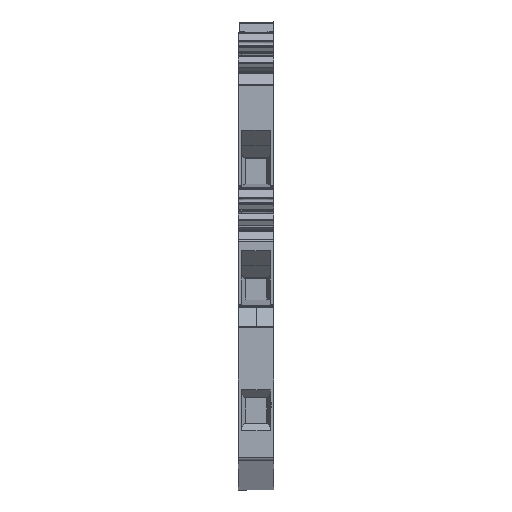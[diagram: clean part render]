
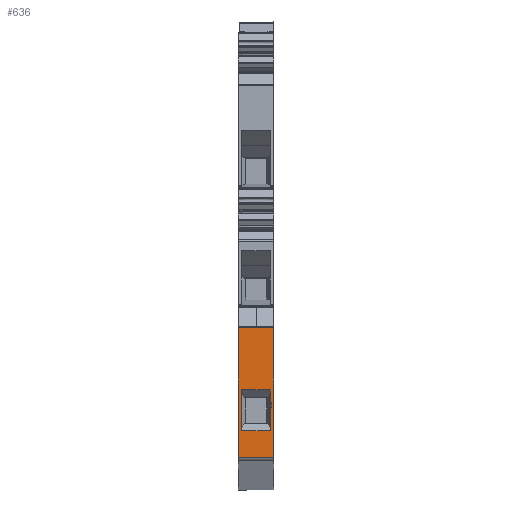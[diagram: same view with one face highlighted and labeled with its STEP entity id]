
A CAD part, front view. The second image highlights one B-rep face of the part: STEP entity #636.
In plain terms, the highlighted planar face has unit normal (0, -1, 0).
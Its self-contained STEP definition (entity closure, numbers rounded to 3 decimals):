
#483=AXIS2_PLACEMENT_3D('Plane Axis2P3D',#480,#481,#482) ;
#554=AXIS2_PLACEMENT_3D('Circle Axis2P3D',#552,#553,$) ;
#602=AXIS2_PLACEMENT_3D('Circle Axis2P3D',#600,#601,$) ;
#454=CARTESIAN_POINT('Line Origine',(2.55,0.,23.348)) ;
#458=CARTESIAN_POINT('Vertex',(0.05,0.,23.348)) ;
#460=CARTESIAN_POINT('Vertex',(5.1,0.,23.348)) ;
#480=CARTESIAN_POINT('Axis2P3D Location',(0.,0.,23.348)) ;
#485=CARTESIAN_POINT('Line Origine',(2.575,0.,4.724)) ;
#489=CARTESIAN_POINT('Vertex',(0.05,0.,4.724)) ;
#491=CARTESIAN_POINT('Vertex',(5.1,0.,4.724)) ;
#494=CARTESIAN_POINT('Line Origine',(5.1,0.,14.036)) ;
#499=CARTESIAN_POINT('Line Origine',(0.025,0.,23.348)) ;
#503=CARTESIAN_POINT('Vertex',(0.,0.,23.348)) ;
#506=CARTESIAN_POINT('Line Origine',(0.,0.,14.036)) ;
#510=CARTESIAN_POINT('Vertex',(0.,0.,4.724)) ;
#513=CARTESIAN_POINT('Line Origine',(0.025,0.,4.724)) ;
#526=CARTESIAN_POINT('Line Origine',(2.55,0.,8.518)) ;
#530=CARTESIAN_POINT('Vertex',(4.6,0.,8.518)) ;
#532=CARTESIAN_POINT('Vertex',(0.5,0.,8.518)) ;
#535=CARTESIAN_POINT('Line Origine',(0.5,0.,10.106)) ;
#539=CARTESIAN_POINT('Vertex',(0.5,0.,11.695)) ;
#543=CARTESIAN_POINT('Control Point',(0.488,0.,11.815)) ;
#544=CARTESIAN_POINT('Control Point',(0.493,0.,11.791)) ;
#545=CARTESIAN_POINT('Control Point',(0.496,0.,11.767)) ;
#546=CARTESIAN_POINT('Control Point',(0.499,0.,11.743)) ;
#547=CARTESIAN_POINT('Control Point',(0.5,0.,11.719)) ;
#548=CARTESIAN_POINT('Control Point',(0.5,0.,11.695)) ;
#549=CARTESIAN_POINT('Vertex',(0.488,0.,11.815)) ;
#552=CARTESIAN_POINT('Axis2P3D Location',(2.6,0.,12.248)) ;
#556=CARTESIAN_POINT('Vertex',(0.488,0.,12.68)) ;
#560=CARTESIAN_POINT('Control Point',(0.5,0.,12.8)) ;
#561=CARTESIAN_POINT('Control Point',(0.5,0.,12.776)) ;
#562=CARTESIAN_POINT('Control Point',(0.499,0.,12.752)) ;
#563=CARTESIAN_POINT('Control Point',(0.496,0.,12.728)) ;
#564=CARTESIAN_POINT('Control Point',(0.493,0.,12.704)) ;
#565=CARTESIAN_POINT('Control Point',(0.488,0.,12.68)) ;
#566=CARTESIAN_POINT('Vertex',(0.5,0.,12.8)) ;
#569=CARTESIAN_POINT('Line Origine',(0.5,0.,13.601)) ;
#573=CARTESIAN_POINT('Vertex',(0.5,0.,14.402)) ;
#576=CARTESIAN_POINT('Line Origine',(2.55,0.,14.402)) ;
#580=CARTESIAN_POINT('Vertex',(4.6,0.,14.402)) ;
#583=CARTESIAN_POINT('Line Origine',(4.6,0.,13.772)) ;
#587=CARTESIAN_POINT('Vertex',(4.6,0.,13.142)) ;
#591=CARTESIAN_POINT('Control Point',(4.633,0.,12.947)) ;
#592=CARTESIAN_POINT('Control Point',(4.62,0.,12.984)) ;
#593=CARTESIAN_POINT('Control Point',(4.61,0.,13.023)) ;
#594=CARTESIAN_POINT('Control Point',(4.603,0.,13.063)) ;
#595=CARTESIAN_POINT('Control Point',(4.6,0.,13.102)) ;
#596=CARTESIAN_POINT('Control Point',(4.6,0.,13.142)) ;
#597=CARTESIAN_POINT('Vertex',(4.633,0.,12.947)) ;
#600=CARTESIAN_POINT('Axis2P3D Location',(2.6,0.,12.248)) ;
#604=CARTESIAN_POINT('Vertex',(4.633,0.,11.548)) ;
#608=CARTESIAN_POINT('Control Point',(4.6,0.,11.353)) ;
#609=CARTESIAN_POINT('Control Point',(4.6,0.,11.393)) ;
#610=CARTESIAN_POINT('Control Point',(4.603,0.,11.432)) ;
#611=CARTESIAN_POINT('Control Point',(4.61,0.,11.472)) ;
#612=CARTESIAN_POINT('Control Point',(4.62,0.,11.511)) ;
#613=CARTESIAN_POINT('Control Point',(4.633,0.,11.548)) ;
#614=CARTESIAN_POINT('Vertex',(4.6,0.,11.353)) ;
#617=CARTESIAN_POINT('Line Origine',(4.6,0.,9.935)) ;
#455=DIRECTION('Vector Direction',(1.,0.,0.)) ;
#481=DIRECTION('Axis2P3D Direction',(0.,-1.,0.)) ;
#482=DIRECTION('Axis2P3D XDirection',(0.,0.,-1.)) ;
#486=DIRECTION('Vector Direction',(1.,0.,0.)) ;
#495=DIRECTION('Vector Direction',(0.,0.,-1.)) ;
#500=DIRECTION('Vector Direction',(1.,0.,0.)) ;
#507=DIRECTION('Vector Direction',(0.,0.,-1.)) ;
#514=DIRECTION('Vector Direction',(1.,0.,0.)) ;
#527=DIRECTION('Vector Direction',(-1.,0.,0.)) ;
#536=DIRECTION('Vector Direction',(0.,0.,-1.)) ;
#553=DIRECTION('Axis2P3D Direction',(0.,-1.,0.)) ;
#570=DIRECTION('Vector Direction',(0.,0.,-1.)) ;
#577=DIRECTION('Vector Direction',(-1.,0.,0.)) ;
#584=DIRECTION('Vector Direction',(0.,0.,-1.)) ;
#601=DIRECTION('Axis2P3D Direction',(0.,-1.,0.)) ;
#618=DIRECTION('Vector Direction',(0.,0.,-1.)) ;
#456=VECTOR('Line Direction',#455,1.) ;
#487=VECTOR('Line Direction',#486,1.) ;
#496=VECTOR('Line Direction',#495,1.) ;
#501=VECTOR('Line Direction',#500,1.) ;
#508=VECTOR('Line Direction',#507,1.) ;
#515=VECTOR('Line Direction',#514,1.) ;
#528=VECTOR('Line Direction',#527,1.) ;
#537=VECTOR('Line Direction',#536,1.) ;
#571=VECTOR('Line Direction',#570,1.) ;
#578=VECTOR('Line Direction',#577,1.) ;
#585=VECTOR('Line Direction',#584,1.) ;
#619=VECTOR('Line Direction',#618,1.) ;
#519=ORIENTED_EDGE('',*,*,#493,.T.) ;
#520=ORIENTED_EDGE('',*,*,#498,.F.) ;
#521=ORIENTED_EDGE('',*,*,#462,.F.) ;
#522=ORIENTED_EDGE('',*,*,#505,.F.) ;
#523=ORIENTED_EDGE('',*,*,#512,.F.) ;
#524=ORIENTED_EDGE('',*,*,#517,.T.) ;
#623=ORIENTED_EDGE('',*,*,#534,.T.) ;
#624=ORIENTED_EDGE('',*,*,#541,.F.) ;
#625=ORIENTED_EDGE('',*,*,#551,.T.) ;
#626=ORIENTED_EDGE('',*,*,#558,.F.) ;
#627=ORIENTED_EDGE('',*,*,#568,.T.) ;
#628=ORIENTED_EDGE('',*,*,#575,.F.) ;
#629=ORIENTED_EDGE('',*,*,#582,.F.) ;
#630=ORIENTED_EDGE('',*,*,#589,.T.) ;
#631=ORIENTED_EDGE('',*,*,#599,.T.) ;
#632=ORIENTED_EDGE('',*,*,#606,.F.) ;
#633=ORIENTED_EDGE('',*,*,#616,.T.) ;
#634=ORIENTED_EDGE('',*,*,#621,.T.) ;
#635=FACE_BOUND('',#622,.T.) ;
#636=ADVANCED_FACE('KLTR',(#525,#635),#484,.T.) ;
#542=B_SPLINE_CURVE_WITH_KNOTS('',5,(#543,#544,#545,#546,#547,#548),.UNSPECIFIED.,.F.,.U.,(6,6),(0.,0.171),.UNSPECIFIED.) ;
#559=B_SPLINE_CURVE_WITH_KNOTS('',5,(#560,#561,#562,#563,#564,#565),.UNSPECIFIED.,.F.,.U.,(6,6),(0.,0.171),.UNSPECIFIED.) ;
#590=B_SPLINE_CURVE_WITH_KNOTS('',5,(#591,#592,#593,#594,#595,#596),.UNSPECIFIED.,.F.,.U.,(6,6),(0.,0.281),.UNSPECIFIED.) ;
#607=B_SPLINE_CURVE_WITH_KNOTS('',5,(#608,#609,#610,#611,#612,#613),.UNSPECIFIED.,.F.,.U.,(6,6),(0.,0.281),.UNSPECIFIED.) ;
#555=CIRCLE('generated circle',#554,2.156) ;
#603=CIRCLE('generated circle',#602,2.15) ;
#462=EDGE_CURVE('',#459,#461,#457,.T.) ;
#493=EDGE_CURVE('',#490,#492,#488,.T.) ;
#498=EDGE_CURVE('',#461,#492,#497,.T.) ;
#505=EDGE_CURVE('',#504,#459,#502,.T.) ;
#512=EDGE_CURVE('',#511,#504,#509,.F.) ;
#517=EDGE_CURVE('',#511,#490,#516,.T.) ;
#534=EDGE_CURVE('',#531,#533,#529,.T.) ;
#541=EDGE_CURVE('',#540,#533,#538,.T.) ;
#551=EDGE_CURVE('',#540,#550,#542,.F.) ;
#558=EDGE_CURVE('',#557,#550,#555,.T.) ;
#568=EDGE_CURVE('',#557,#567,#559,.F.) ;
#575=EDGE_CURVE('',#574,#567,#572,.T.) ;
#582=EDGE_CURVE('',#581,#574,#579,.T.) ;
#589=EDGE_CURVE('',#581,#588,#586,.T.) ;
#599=EDGE_CURVE('',#588,#598,#590,.F.) ;
#606=EDGE_CURVE('',#605,#598,#603,.T.) ;
#616=EDGE_CURVE('',#605,#615,#607,.F.) ;
#621=EDGE_CURVE('',#615,#531,#620,.T.) ;
#518=EDGE_LOOP('',(#519,#520,#521,#522,#523,#524)) ;
#622=EDGE_LOOP('',(#623,#624,#625,#626,#627,#628,#629,#630,#631,#632,#633,#634)) ;
#525=FACE_OUTER_BOUND('',#518,.T.) ;
#457=LINE('Line',#454,#456) ;
#488=LINE('Line',#485,#487) ;
#497=LINE('Line',#494,#496) ;
#502=LINE('Line',#499,#501) ;
#509=LINE('Line',#506,#508) ;
#516=LINE('Line',#513,#515) ;
#529=LINE('Line',#526,#528) ;
#538=LINE('Line',#535,#537) ;
#572=LINE('Line',#569,#571) ;
#579=LINE('Line',#576,#578) ;
#586=LINE('Line',#583,#585) ;
#620=LINE('Line',#617,#619) ;
#484=PLANE('',#483) ;
#459=VERTEX_POINT('',#458) ;
#461=VERTEX_POINT('',#460) ;
#490=VERTEX_POINT('',#489) ;
#492=VERTEX_POINT('',#491) ;
#504=VERTEX_POINT('',#503) ;
#511=VERTEX_POINT('',#510) ;
#531=VERTEX_POINT('',#530) ;
#533=VERTEX_POINT('',#532) ;
#540=VERTEX_POINT('',#539) ;
#550=VERTEX_POINT('',#549) ;
#557=VERTEX_POINT('',#556) ;
#567=VERTEX_POINT('',#566) ;
#574=VERTEX_POINT('',#573) ;
#581=VERTEX_POINT('',#580) ;
#588=VERTEX_POINT('',#587) ;
#598=VERTEX_POINT('',#597) ;
#605=VERTEX_POINT('',#604) ;
#615=VERTEX_POINT('',#614) ;
